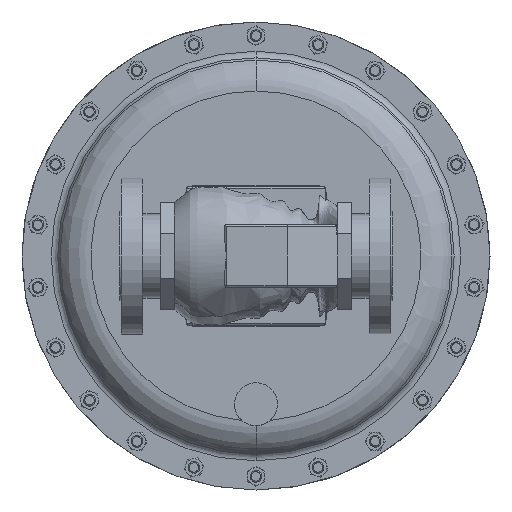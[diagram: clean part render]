
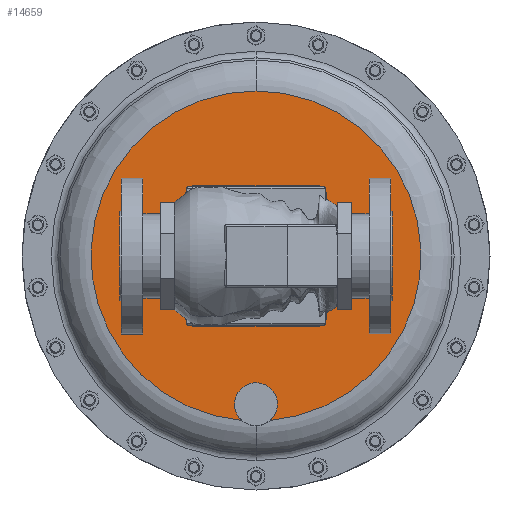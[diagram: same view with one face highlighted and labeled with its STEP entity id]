
A CAD part, front view. The second image highlights one B-rep face of the part: STEP entity #14659.
In plain terms, the highlighted planar face has unit normal (0, -1, 0).
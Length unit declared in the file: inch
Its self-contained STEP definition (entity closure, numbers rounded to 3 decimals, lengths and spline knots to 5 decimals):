
#369 = CARTESIAN_POINT ( 'NONE',  ( 2.95487, 8.88788, 6.61046 ) ) ;
#1697 = CARTESIAN_POINT ( 'NONE',  ( 2.95487, 8.88788, 5.64046 ) ) ;
#2319 = DIRECTION ( 'NONE',  ( -0.999, 0., 0.046 ) ) ;
#3634 = FACE_OUTER_BOUND ( 'NONE', #30275, .T. ) ;
#3893 = DIRECTION ( 'NONE',  ( 0., -1., 0. ) ) ;
#4302 = DIRECTION ( 'NONE',  ( 0., -1., 0. ) ) ;
#5454 = ORIENTED_EDGE ( 'NONE', *, *, #18615, .F. ) ;
#5523 = CARTESIAN_POINT ( 'NONE',  ( 2.95487, 8.88788, 1.86046 ) ) ;
#5599 = DIRECTION ( 'NONE',  ( 0., 0., -1. ) ) ;
#6185 = CIRCLE ( 'NONE', #27576, 5.28949 ) ;
#8724 = VERTEX_POINT ( 'NONE', #1697 ) ;
#9240 = ORIENTED_EDGE ( 'NONE', *, *, #40223, .F. ) ;
#10756 = DIRECTION ( 'NONE',  ( -0.999, 0., 0.046 ) ) ;
#12476 = CARTESIAN_POINT ( 'NONE',  ( 2.95487, 8.88788, 6.61046 ) ) ;
#13788 = AXIS2_PLACEMENT_3D ( 'NONE', #35116, #3893, #40329 ) ;
#13917 = CARTESIAN_POINT ( 'NONE',  ( 2.95487, 8.88788, 1.86046 ) ) ;
#14657 = VERTEX_POINT ( 'NONE', #43463 ) ;
#14659 = ADVANCED_FACE ( 'NONE', ( #57423, #3634 ), #22955, .T. ) ;
#16367 = CARTESIAN_POINT ( 'NONE',  ( 2.50558, 8.88788, 1.34009 ) ) ;
#18615 = EDGE_CURVE ( 'NONE', #8724, #14657, #50724, .T. ) ;
#19140 = DIRECTION ( 'NONE',  ( -0.999, 0., 0.046 ) ) ;
#22651 = AXIS2_PLACEMENT_3D ( 'NONE', #13917, #50384, #19140 ) ;
#22955 = PLANE ( 'NONE',  #48498 ) ;
#23472 = CARTESIAN_POINT ( 'NONE',  ( 2.95487, 8.88788, 6.61046 ) ) ;
#27576 = AXIS2_PLACEMENT_3D ( 'NONE', #369, #36811, #5599 ) ;
#28217 = DIRECTION ( 'NONE',  ( 0., 0., -1. ) ) ;
#28737 = DIRECTION ( 'NONE',  ( 0., 0., -1. ) ) ;
#29658 = CARTESIAN_POINT ( 'NONE',  ( 3.40417, 8.88788, 1.34009 ) ) ;
#29986 = CIRCLE ( 'NONE', #64250, 0.97 ) ;
#30275 = EDGE_LOOP ( 'NONE', ( #44378, #53763, #64594, #64999, #33659 ) ) ;
#33548 = DIRECTION ( 'NONE',  ( 0., -1., 0. ) ) ;
#33659 = ORIENTED_EDGE ( 'NONE', *, *, #34410, .F. ) ;
#34074 = AXIS2_PLACEMENT_3D ( 'NONE', #5523, #41976, #10756 ) ;
#34410 = EDGE_CURVE ( 'NONE', #60637, #67260, #49805, .T. ) ;
#35116 = CARTESIAN_POINT ( 'NONE',  ( 2.95487, 8.88788, 6.61046 ) ) ;
#35537 = CARTESIAN_POINT ( 'NONE',  ( 2.95487, 8.88788, 6.61046 ) ) ;
#36811 = DIRECTION ( 'NONE',  ( 0., -1., 0. ) ) ;
#38267 = CIRCLE ( 'NONE', #34074, 0.6875 ) ;
#40113 = AXIS2_PLACEMENT_3D ( 'NONE', #64759, #33548, #2319 ) ;
#40223 = EDGE_CURVE ( 'NONE', #14657, #8724, #29986, .T. ) ;
#40329 = DIRECTION ( 'NONE',  ( 0., 0., -1. ) ) ;
#40755 = DIRECTION ( 'NONE',  ( 0., 0., -1. ) ) ;
#41059 = EDGE_LOOP ( 'NONE', ( #5454, #9240 ) ) ;
#41976 = DIRECTION ( 'NONE',  ( 0., -1., 0. ) ) ;
#42497 = AXIS2_PLACEMENT_3D ( 'NONE', #23472, #59937, #28737 ) ;
#43463 = CARTESIAN_POINT ( 'NONE',  ( 2.95487, 8.88788, 7.58046 ) ) ;
#44378 = ORIENTED_EDGE ( 'NONE', *, *, #65277, .T. ) ;
#48498 = AXIS2_PLACEMENT_3D ( 'NONE', #12476, #59397, #28217 ) ;
#49805 = CIRCLE ( 'NONE', #22651, 0.6875 ) ;
#49907 = CIRCLE ( 'NONE', #13788, 5.28949 ) ;
#50384 = DIRECTION ( 'NONE',  ( 0., -1., 0. ) ) ;
#50724 = CIRCLE ( 'NONE', #42497, 0.97 ) ;
#51067 = EDGE_CURVE ( 'NONE', #67260, #59098, #52578, .T. ) ;
#51857 = EDGE_CURVE ( 'NONE', #59098, #65577, #38267, .T. ) ;
#52578 = CIRCLE ( 'NONE', #40113, 0.6875 ) ;
#53544 = CARTESIAN_POINT ( 'NONE',  ( 3.64163, 8.88788, 1.82854 ) ) ;
#53763 = ORIENTED_EDGE ( 'NONE', *, *, #57244, .T. ) ;
#55162 = CARTESIAN_POINT ( 'NONE',  ( 2.95487, 8.88788, 11.89996 ) ) ;
#57244 = EDGE_CURVE ( 'NONE', #58975, #65577, #6185, .T. ) ;
#57423 = FACE_BOUND ( 'NONE', #41059, .T. ) ;
#58975 = VERTEX_POINT ( 'NONE', #55162 ) ;
#59098 = VERTEX_POINT ( 'NONE', #66296 ) ;
#59397 = DIRECTION ( 'NONE',  ( 0., -1., 0. ) ) ;
#59937 = DIRECTION ( 'NONE',  ( 0., -1., 0. ) ) ;
#60637 = VERTEX_POINT ( 'NONE', #29658 ) ;
#64250 = AXIS2_PLACEMENT_3D ( 'NONE', #35537, #4302, #40755 ) ;
#64594 = ORIENTED_EDGE ( 'NONE', *, *, #51857, .F. ) ;
#64759 = CARTESIAN_POINT ( 'NONE',  ( 2.95487, 8.88788, 1.86046 ) ) ;
#64999 = ORIENTED_EDGE ( 'NONE', *, *, #51067, .F. ) ;
#65277 = EDGE_CURVE ( 'NONE', #60637, #58975, #49907, .T. ) ;
#65577 = VERTEX_POINT ( 'NONE', #16367 ) ;
#66296 = CARTESIAN_POINT ( 'NONE',  ( 2.26811, 8.88788, 1.89238 ) ) ;
#67260 = VERTEX_POINT ( 'NONE', #53544 ) ;
